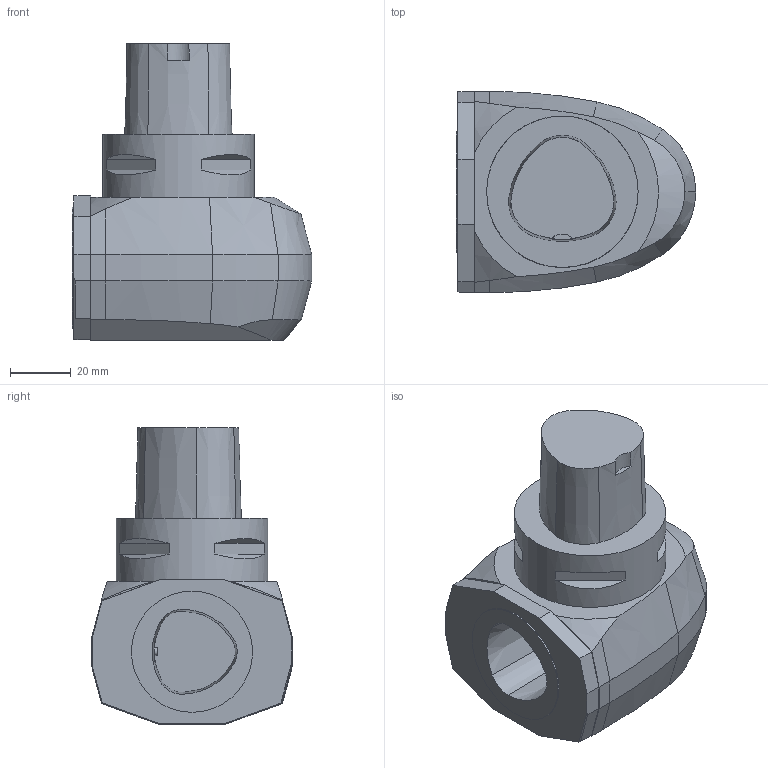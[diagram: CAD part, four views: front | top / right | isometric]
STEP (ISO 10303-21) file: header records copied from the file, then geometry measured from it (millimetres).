
FILE_DESCRIPTION(/* description */ (''),/* implementation_level */ '2;1');
FILE_NAME(/* name */ '1543464403350.stp',/* time_stamp */ '2018-11-29T09:36:59+05:00',/* author */ (''),/* organization */ ('SMS'),/* preprocessor_version */ 'ST-DEVELOPER v15',/* originating_system */ 'SIEMENS PLM Software NX 8.5',/* authorisation */ '');
FILE_SCHEMA (('AUTOMOTIVE_DESIGN { 1 0 10303 214 3 1 1 1 }'));
Length unit declared in the file: millimetre
Products named in the file (1): 201994137mod000_00
Bounding box: 79 x 66.5 x 98 mm (x, y, z)
Volume: 236580.2 mm3; surface area: 26521.2 mm2
Topology: 1 solids, 1 shells, 81 faces, 204 edges, 137 vertices
Faces by surface type: plane 45, cone 15, bspline 12, cylinder 9
Full cylindrical faces by diameter (mm): 2.5 x1, 40 x1, 50 x1
Entity records: 2738 total; most frequent: CARTESIAN_POINT 806, ORIENTED_EDGE 398, DIRECTION 373, EDGE_CURVE 199, AXIS2_PLACEMENT_3D 136, VERTEX_POINT 132, LINE 101, VECTOR 101
